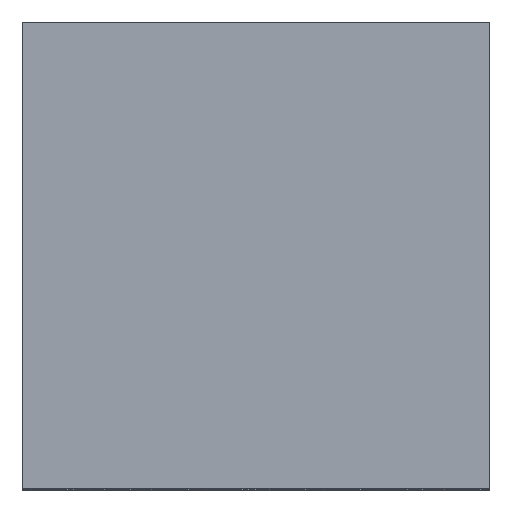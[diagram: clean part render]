
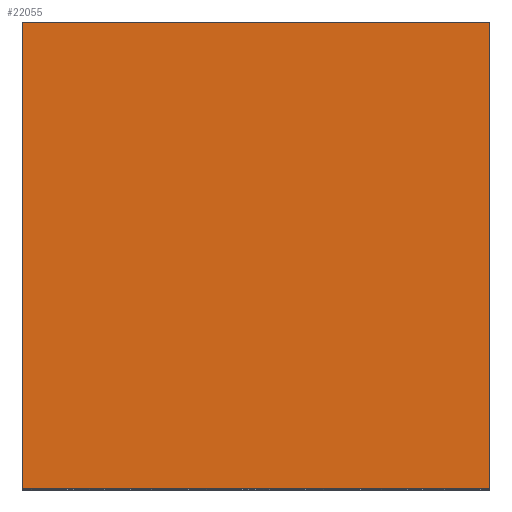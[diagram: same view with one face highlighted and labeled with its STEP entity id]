
A CAD part, top view. The second image highlights one B-rep face of the part: STEP entity #22055.
In plain terms, the highlighted face is planar.
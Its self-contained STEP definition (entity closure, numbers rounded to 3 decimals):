
#21704=DIRECTION('',(1.,0.,0.));
#21705=VECTOR('',#21704,99.8);
#21706=CARTESIAN_POINT('',(-49.9,1.7,50.));
#21707=LINE('',#21706,#21705);
#21712=DIRECTION('',(1.,0.,0.));
#21713=VECTOR('',#21712,99.8);
#21714=CARTESIAN_POINT('',(-49.9,1.7,-50.));
#21715=LINE('',#21714,#21713);
#21716=DIRECTION('',(0.,0.,1.));
#21717=VECTOR('',#21716,100.);
#21718=CARTESIAN_POINT('',(49.9,1.7,-50.));
#21719=LINE('',#21718,#21717);
#21724=DIRECTION('',(0.,0.,1.));
#21725=VECTOR('',#21724,100.);
#21726=CARTESIAN_POINT('',(-49.9,1.7,-50.));
#21727=LINE('',#21726,#21725);
#21888=CARTESIAN_POINT('',(49.9,1.7,-50.));
#21889=CARTESIAN_POINT('',(49.9,1.7,50.));
#21890=VERTEX_POINT('',#21888);
#21891=VERTEX_POINT('',#21889);
#21892=CARTESIAN_POINT('',(-49.9,1.7,-50.));
#21893=CARTESIAN_POINT('',(-49.9,1.7,50.));
#21894=VERTEX_POINT('',#21892);
#21895=VERTEX_POINT('',#21893);
#22043=CARTESIAN_POINT('',(-48.1,1.7,-50.));
#22044=DIRECTION('',(0.,1.,0.));
#22045=DIRECTION('',(-1.,0.,0.));
#22046=AXIS2_PLACEMENT_3D('',#22043,#22044,#22045);
#22047=PLANE('',#22046);
#22048=ORIENTED_EDGE('',*,*,#22025,.F.);
#22050=ORIENTED_EDGE('',*,*,#22049,.F.);
#22051=ORIENTED_EDGE('',*,*,#21929,.T.);
#22052=ORIENTED_EDGE('',*,*,#22038,.T.);
#22053=EDGE_LOOP('',(#22048,#22050,#22051,#22052));
#22054=FACE_OUTER_BOUND('',#22053,.F.);
#21929=EDGE_CURVE('',#21894,#21890,#21715,.T.);
#22025=EDGE_CURVE('',#21895,#21891,#21707,.T.);
#22038=EDGE_CURVE('',#21890,#21891,#21719,.T.);
#22049=EDGE_CURVE('',#21894,#21895,#21727,.T.);
#22055=ADVANCED_FACE('',(#22054),#22047,.T.);
